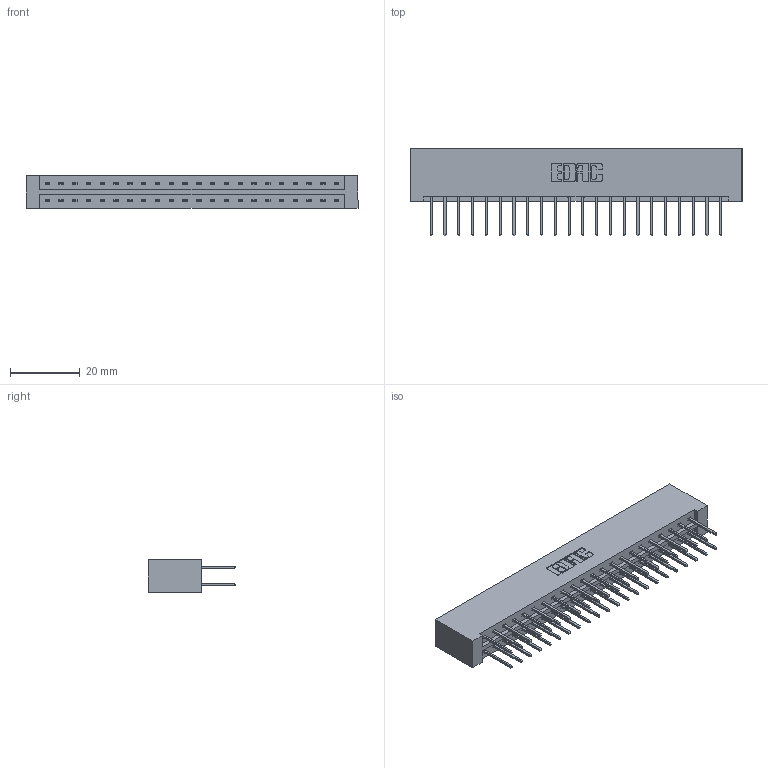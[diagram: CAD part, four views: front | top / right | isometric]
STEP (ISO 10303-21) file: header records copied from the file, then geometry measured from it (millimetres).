
FILE_DESCRIPTION (( 'STEP AP203' ), '1' );
FILE_NAME ('333-044-523-201.STEP', '2018-08-03T21:01:47', ( '' ), ( '' ), 'SwSTEP 2.0', 'SolidWorks 2016', '' );
FILE_SCHEMA (( 'CONFIG_CONTROL_DESIGN' ));
Length unit declared in the file: inch
Products named in the file (3): 333 Part_Lugless; 345-292-001_345-293-123; 333-044-523-201
Assembly tree (45 placements, depth 2):
  333-044-523-201
    333 Part_Lugless
    345-292-001_345-293-123  x44
Bounding box: 95.43 x 25.15 x 9.4 mm (x, y, z)
Volume: 10278 mm3; surface area: 12387.5 mm2
Topology: 45 solids, 45 shells, 2394 faces, 7107 edges, 4678 vertices
Faces by surface type: plane 1650, cylinder 744
Entity records: 16481 total; most frequent: CARTESIAN_POINT 2754, ORIENTED_EDGE 2690, DIRECTION 2381, EDGE_CURVE 1345, LINE 1225, VECTOR 1225, VERTEX_POINT 894, AXIS2_PLACEMENT_3D 578
